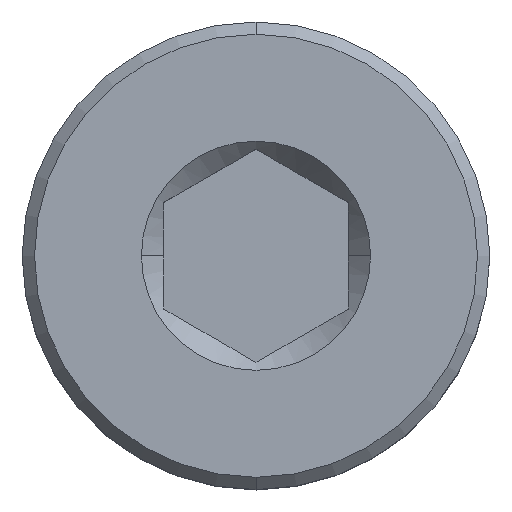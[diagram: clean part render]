
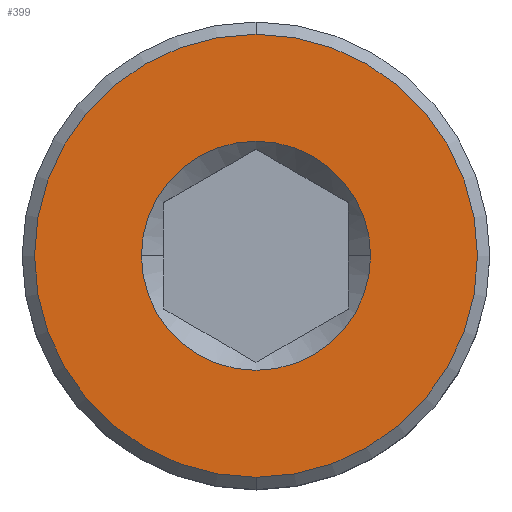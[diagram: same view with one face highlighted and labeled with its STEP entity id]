
A CAD part, top view. The second image highlights one B-rep face of the part: STEP entity #399.
In plain terms, the highlighted planar face has unit normal (0, 0, 1).
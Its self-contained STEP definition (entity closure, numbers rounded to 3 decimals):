
#3 = ORIENTED_EDGE ( 'NONE', *, *, #5353, .F. ) ;
#28 = DIRECTION ( 'NONE',  ( 1., 0., 0. ) ) ;
#275 = FACE_OUTER_BOUND ( 'NONE', #5168, .T. ) ;
#339 = DIRECTION ( 'NONE',  ( 0., 0., -1. ) ) ;
#399 = ADVANCED_FACE ( 'NONE', ( #4147, #275 ), #3223, .T. ) ;
#654 = CARTESIAN_POINT ( 'NONE',  ( 0., 0., 6. ) ) ;
#661 = EDGE_CURVE ( 'NONE', #729, #4160, #1514, .T. ) ;
#729 = VERTEX_POINT ( 'NONE', #4508 ) ;
#763 = DIRECTION ( 'NONE',  ( 0., 0., -1. ) ) ;
#1174 = CARTESIAN_POINT ( 'NONE',  ( 0., 0., 6. ) ) ;
#1190 = AXIS2_PLACEMENT_3D ( 'NONE', #3765, #1702, #28 ) ;
#1206 = CARTESIAN_POINT ( 'NONE',  ( 0., 0., 6. ) ) ;
#1257 = VERTEX_POINT ( 'NONE', #1306 ) ;
#1306 = CARTESIAN_POINT ( 'NONE',  ( 0., -1.8, 6. ) ) ;
#1514 = CIRCLE ( 'NONE', #2416, 0.931 ) ;
#1601 = CIRCLE ( 'NONE', #1190, 0.931 ) ;
#1702 = DIRECTION ( 'NONE',  ( 0., 0., 1. ) ) ;
#1703 = VERTEX_POINT ( 'NONE', #3461 ) ;
#1998 = CARTESIAN_POINT ( 'NONE',  ( 0., 0., 6. ) ) ;
#2071 = AXIS2_PLACEMENT_3D ( 'NONE', #1206, #763, #4526 ) ;
#2394 = DIRECTION ( 'NONE',  ( 0., -1., 0. ) ) ;
#2416 = AXIS2_PLACEMENT_3D ( 'NONE', #654, #5047, #4254 ) ;
#2764 = ORIENTED_EDGE ( 'NONE', *, *, #3763, .F. ) ;
#2889 = EDGE_CURVE ( 'NONE', #4160, #729, #1601, .T. ) ;
#2912 = DIRECTION ( 'NONE',  ( 0., 1., 0. ) ) ;
#3223 = PLANE ( 'NONE',  #3530 ) ;
#3461 = CARTESIAN_POINT ( 'NONE',  ( 0., 1.8, 6. ) ) ;
#3530 = AXIS2_PLACEMENT_3D ( 'NONE', #1998, #4503, #2394 ) ;
#3763 = EDGE_CURVE ( 'NONE', #1257, #1703, #4448, .T. ) ;
#3765 = CARTESIAN_POINT ( 'NONE',  ( 0., 0., 6. ) ) ;
#3883 = EDGE_LOOP ( 'NONE', ( #3944, #4084 ) ) ;
#3944 = ORIENTED_EDGE ( 'NONE', *, *, #661, .F. ) ;
#4084 = ORIENTED_EDGE ( 'NONE', *, *, #2889, .F. ) ;
#4147 = FACE_BOUND ( 'NONE', #3883, .T. ) ;
#4160 = VERTEX_POINT ( 'NONE', #4381 ) ;
#4254 = DIRECTION ( 'NONE',  ( 1., 0., 0. ) ) ;
#4381 = CARTESIAN_POINT ( 'NONE',  ( -0.931, 0., 6. ) ) ;
#4448 = CIRCLE ( 'NONE', #2071, 1.8 ) ;
#4503 = DIRECTION ( 'NONE',  ( 0., 0., 1. ) ) ;
#4505 = CIRCLE ( 'NONE', #4706, 1.8 ) ;
#4508 = CARTESIAN_POINT ( 'NONE',  ( 0.931, 0., 6. ) ) ;
#4526 = DIRECTION ( 'NONE',  ( 0., 1., 0. ) ) ;
#4706 = AXIS2_PLACEMENT_3D ( 'NONE', #1174, #339, #2912 ) ;
#5047 = DIRECTION ( 'NONE',  ( 0., 0., 1. ) ) ;
#5168 = EDGE_LOOP ( 'NONE', ( #3, #2764 ) ) ;
#5353 = EDGE_CURVE ( 'NONE', #1703, #1257, #4505, .T. ) ;
